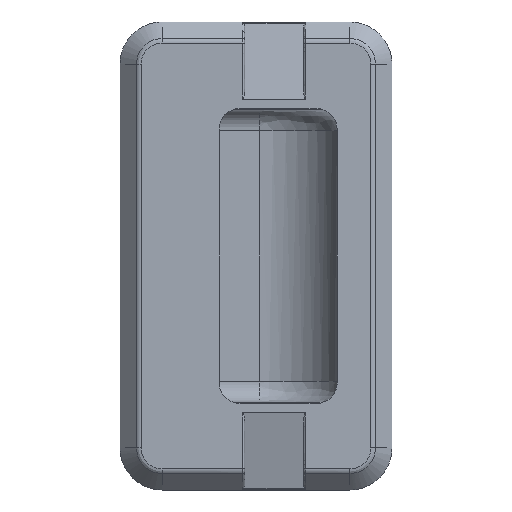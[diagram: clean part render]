
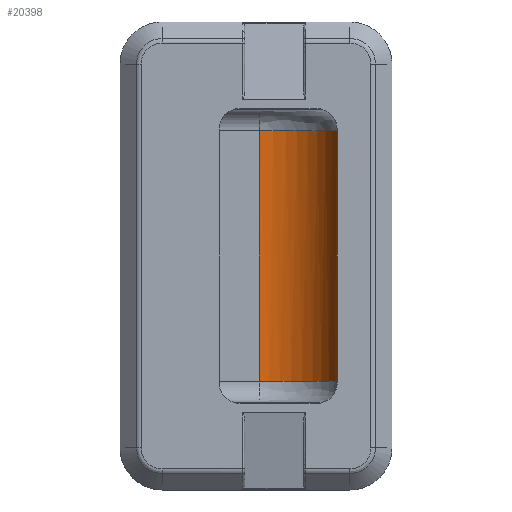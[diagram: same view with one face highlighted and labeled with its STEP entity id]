
A CAD part, front view. The second image highlights one B-rep face of the part: STEP entity #20398.
In plain terms, the highlighted free-form (B-spline) face has degree [1, 2] with [2, 3] control points.
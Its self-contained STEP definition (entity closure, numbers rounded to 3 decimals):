
#19800=CARTESIAN_POINT('',(52.426,-4.,29.75));
#19801=VERTEX_POINT('',#19800);
#19855=CARTESIAN_POINT('',(32.984,14.,29.75));
#19856=VERTEX_POINT('',#19855);
#19870=CARTESIAN_POINT('',(32.984,14.,29.75));
#19871=CARTESIAN_POINT('',(51.038,14.,29.75));
#19872=CARTESIAN_POINT('',(52.426,-4.,29.75));
#19880=(BOUNDED_CURVE()B_SPLINE_CURVE(2,(#19870,#19871,#19872),.UNSPECIFIED.,.F.,.U.)CURVE()GEOMETRIC_REPRESENTATION_ITEM()QUASI_UNIFORM_CURVE()RATIONAL_B_SPLINE_CURVE((1.0,0.734,1.0))REPRESENTATION_ITEM(''));
#19881=EDGE_CURVE('',#19856,#19801,#19880,.T.);
#20051=CARTESIAN_POINT('',(52.426,-4.,-29.75));
#20052=VERTEX_POINT('',#20051);
#20089=CARTESIAN_POINT('',(32.984,14.,-29.75));
#20090=VERTEX_POINT('',#20089);
#20091=CARTESIAN_POINT('',(52.426,-4.,-29.75));
#20092=CARTESIAN_POINT('',(51.038,14.,-29.75));
#20093=CARTESIAN_POINT('',(32.984,14.,-29.75));
#20101=(BOUNDED_CURVE()B_SPLINE_CURVE(2,(#20091,#20092,#20093),.UNSPECIFIED.,.F.,.U.)CURVE()GEOMETRIC_REPRESENTATION_ITEM()QUASI_UNIFORM_CURVE()RATIONAL_B_SPLINE_CURVE((1.0,0.734,1.0))REPRESENTATION_ITEM(''));
#20102=EDGE_CURVE('',#20052,#20090,#20101,.T.);
#20315=CARTESIAN_POINT('',(32.984,14.,-29.75));
#20316=CARTESIAN_POINT('',(32.984,14.,29.75));
#20317=QUASI_UNIFORM_CURVE('',1,(#20315,#20316),.UNSPECIFIED.,.F.,.U.);
#20318=EDGE_CURVE('',#20090,#19856,#20317,.T.);
#20374=CARTESIAN_POINT('',(32.334,13.989,-31.238));
#20375=CARTESIAN_POINT('',(32.334,13.989,31.275));
#20376=CARTESIAN_POINT('',(52.295,14.655,-31.238));
#20377=CARTESIAN_POINT('',(52.295,14.655,31.275));
#20378=CARTESIAN_POINT('',(52.483,-5.316,-31.238));
#20379=CARTESIAN_POINT('',(52.483,-5.316,31.275));
#20387=(BOUNDED_SURFACE()B_SPLINE_SURFACE(1,2,((#20374,#20376,#20378),(#20375,#20377,#20379)),.UNSPECIFIED.,.F.,.F.,.U.)B_SPLINE_SURFACE_WITH_KNOTS((2,2),(3,3),(0.0,62.512),(0.0,32.857),.UNSPECIFIED.)GEOMETRIC_REPRESENTATION_ITEM()RATIONAL_B_SPLINE_SURFACE(((1.0,0.697,0.995),(1.0,0.697,0.995)))REPRESENTATION_ITEM('')SURFACE());
#20388=CARTESIAN_POINT('',(52.426,-4.,-29.75));
#20389=CARTESIAN_POINT('',(52.426,-4.,29.75));
#20390=QUASI_UNIFORM_CURVE('',1,(#20388,#20389),.UNSPECIFIED.,.F.,.U.);
#20391=EDGE_CURVE('',#20052,#19801,#20390,.T.);
#20392=ORIENTED_EDGE('',*,*,#20391,.T.);
#20393=ORIENTED_EDGE('',*,*,#19881,.F.);
#20394=ORIENTED_EDGE('',*,*,#20318,.F.);
#20395=ORIENTED_EDGE('',*,*,#20102,.F.);
#20396=EDGE_LOOP('',(#20392,#20393,#20394,#20395));
#20397=FACE_OUTER_BOUND('',#20396,.T.);
#20398=ADVANCED_FACE('',(#20397),#20387,.F.);
